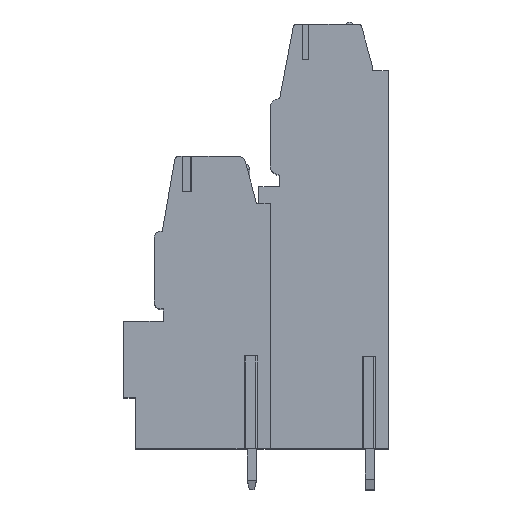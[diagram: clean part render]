
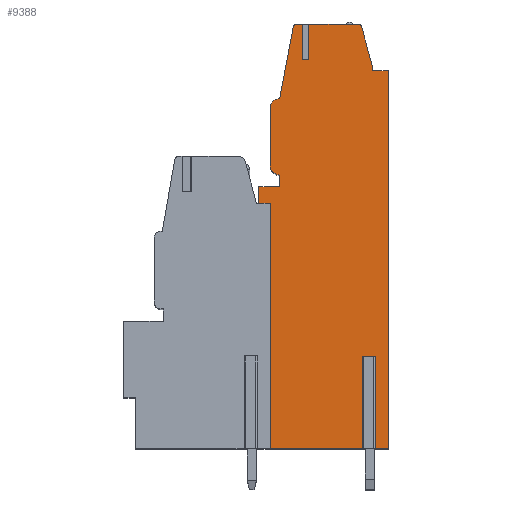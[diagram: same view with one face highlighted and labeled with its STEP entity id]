
A CAD part, top view. The second image highlights one B-rep face of the part: STEP entity #9388.
In plain terms, the highlighted planar face has unit normal (0, 0, 1).
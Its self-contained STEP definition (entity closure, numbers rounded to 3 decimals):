
#13=DIRECTION('',(0.,1.,0.));
#14=VECTOR('',#13,14.45);
#15=CARTESIAN_POINT('',(1.,-19.1,27.94));
#16=LINE('',#15,#14);
#17=DIRECTION('',(0.,-1.,0.));
#18=VECTOR('',#17,1.45);
#19=CARTESIAN_POINT('',(0.,3.5,27.94));
#20=LINE('',#19,#18);
#21=DIRECTION('',(-1.,0.,0.));
#22=VECTOR('',#21,1.8);
#23=CARTESIAN_POINT('',(1.8,3.5,27.94));
#24=LINE('',#23,#22);
#25=DIRECTION('',(0.,-1.,0.));
#26=VECTOR('',#25,1.);
#27=CARTESIAN_POINT('',(1.8,4.5,27.94));
#28=LINE('',#27,#26);
#29=CARTESIAN_POINT('',(1.8,5.3,27.94));
#30=DIRECTION('',(0.,0.,1.));
#31=DIRECTION('',(-1.,0.,0.));
#32=AXIS2_PLACEMENT_3D('',#29,#30,#31);
#34=DIRECTION('',(0.,-1.,0.));
#35=VECTOR('',#34,5.);
#36=CARTESIAN_POINT('',(1.,10.3,27.94));
#37=LINE('',#36,#35);
#38=CARTESIAN_POINT('',(1.8,10.3,27.94));
#39=DIRECTION('',(0.,0.,1.));
#40=DIRECTION('',(0.,1.,0.));
#41=AXIS2_PLACEMENT_3D('',#38,#39,#40);
#43=DIRECTION('',(-0.186,-0.983,0.));
#44=VECTOR('',#43,6.265);
#45=CARTESIAN_POINT('',(2.964,17.256,27.94));
#46=LINE('',#45,#44);
#47=CARTESIAN_POINT('',(3.259,17.2,27.94));
#48=DIRECTION('',(0.,0.,1.));
#49=DIRECTION('',(0.,1.,0.));
#50=AXIS2_PLACEMENT_3D('',#47,#48,#49);
#52=DIRECTION('',(-1.,0.,0.));
#53=VECTOR('',#52,0.551);
#54=CARTESIAN_POINT('',(3.81,17.5,27.94));
#55=LINE('',#54,#53);
#56=DIRECTION('',(0.,-1.,0.));
#57=VECTOR('',#56,3.05);
#58=CARTESIAN_POINT('',(3.81,17.5,27.94));
#59=LINE('',#58,#57);
#60=DIRECTION('',(1.,0.,0.));
#61=VECTOR('',#60,0.5);
#62=CARTESIAN_POINT('',(3.81,14.45,27.94));
#63=LINE('',#62,#61);
#64=DIRECTION('',(0.,-1.,0.));
#65=VECTOR('',#64,3.05);
#66=CARTESIAN_POINT('',(4.31,17.5,27.94));
#67=LINE('',#66,#65);
#68=DIRECTION('',(-1.,0.,0.));
#69=VECTOR('',#68,4.27);
#70=CARTESIAN_POINT('',(8.58,17.5,27.94));
#71=LINE('',#70,#69);
#72=CARTESIAN_POINT('',(8.58,17.2,27.94));
#73=DIRECTION('',(0.,0.,1.));
#74=DIRECTION('',(0.965,0.261,0.));
#75=AXIS2_PLACEMENT_3D('',#72,#73,#74);
#77=DIRECTION('',(-0.261,0.965,0.));
#78=VECTOR('',#77,3.539);
#79=CARTESIAN_POINT('',(9.792,13.861,27.94));
#80=LINE('',#79,#78);
#81=DIRECTION('',(-0.035,0.999,0.));
#82=VECTOR('',#81,0.361);
#83=CARTESIAN_POINT('',(9.805,13.5,27.94));
#84=LINE('',#83,#82);
#85=DIRECTION('',(-1.,0.,0.));
#86=VECTOR('',#85,1.355);
#87=CARTESIAN_POINT('',(11.16,13.5,27.94));
#88=LINE('',#87,#86);
#89=DIRECTION('',(0.,1.,0.));
#90=VECTOR('',#89,32.6);
#91=CARTESIAN_POINT('',(11.16,-19.1,27.94));
#92=LINE('',#91,#90);
#93=DIRECTION('',(1.,0.,0.));
#94=VECTOR('',#93,1.39);
#95=CARTESIAN_POINT('',(9.77,-19.1,27.94));
#96=LINE('',#95,#94);
#97=DIRECTION('',(0.,1.,0.));
#98=VECTOR('',#97,8.);
#99=CARTESIAN_POINT('',(9.77,-19.1,27.94));
#100=LINE('',#99,#98);
#101=DIRECTION('',(-1.,0.,0.));
#102=VECTOR('',#101,0.62);
#103=CARTESIAN_POINT('',(9.77,-11.1,27.94));
#104=LINE('',#103,#102);
#105=DIRECTION('',(0.,1.,0.));
#106=VECTOR('',#105,8.);
#107=CARTESIAN_POINT('',(9.15,-19.1,27.94));
#108=LINE('',#107,#106);
#109=DIRECTION('',(1.,0.,0.));
#110=VECTOR('',#109,8.15);
#111=CARTESIAN_POINT('',(1.,-19.1,27.94));
#112=LINE('',#111,#110);
#133=DIRECTION('',(-1.,0.,0.));
#134=VECTOR('',#133,1.195);
#135=CARTESIAN_POINT('',(1.,-4.65,27.94));
#136=LINE('',#135,#134);
#141=DIRECTION('',(-1.,0.,0.));
#142=VECTOR('',#141,0.195);
#143=CARTESIAN_POINT('',(0.,2.05,27.94));
#144=LINE('',#143,#142);
#181=DIRECTION('',(0.,-1.,0.));
#182=VECTOR('',#181,6.7);
#183=CARTESIAN_POINT('',(-0.195,2.05,27.94));
#184=LINE('',#183,#182);
#7313=CARTESIAN_POINT('',(11.16,-19.1,27.94));
#7314=CARTESIAN_POINT('',(11.16,13.5,27.94));
#7315=VERTEX_POINT('',#7313);
#7316=VERTEX_POINT('',#7314);
#7317=CARTESIAN_POINT('',(9.805,13.5,27.94));
#7318=VERTEX_POINT('',#7317);
#7319=CARTESIAN_POINT('',(9.792,13.861,27.94));
#7320=VERTEX_POINT('',#7319);
#7321=CARTESIAN_POINT('',(8.87,17.278,27.94));
#7322=VERTEX_POINT('',#7321);
#7323=CARTESIAN_POINT('',(8.58,17.5,27.94));
#7324=VERTEX_POINT('',#7323);
#7325=CARTESIAN_POINT('',(3.259,17.5,27.94));
#7326=CARTESIAN_POINT('',(2.964,17.256,27.94));
#7327=VERTEX_POINT('',#7325);
#7328=VERTEX_POINT('',#7326);
#7329=CARTESIAN_POINT('',(1.8,11.1,27.94));
#7330=VERTEX_POINT('',#7329);
#7331=CARTESIAN_POINT('',(1.,10.3,27.94));
#7332=VERTEX_POINT('',#7331);
#7333=CARTESIAN_POINT('',(1.,5.3,27.94));
#7334=VERTEX_POINT('',#7333);
#7335=CARTESIAN_POINT('',(1.8,4.5,27.94));
#7336=VERTEX_POINT('',#7335);
#7337=CARTESIAN_POINT('',(1.8,3.5,27.94));
#7338=VERTEX_POINT('',#7337);
#7339=CARTESIAN_POINT('',(0.,3.5,27.94));
#7340=VERTEX_POINT('',#7339);
#7445=CARTESIAN_POINT('',(1.,-19.1,27.94));
#7446=VERTEX_POINT('',#7445);
#7471=CARTESIAN_POINT('',(9.77,-11.1,27.94));
#7472=CARTESIAN_POINT('',(9.15,-11.1,27.94));
#7473=VERTEX_POINT('',#7471);
#7474=VERTEX_POINT('',#7472);
#7475=CARTESIAN_POINT('',(9.77,-19.1,27.94));
#7476=VERTEX_POINT('',#7475);
#7477=CARTESIAN_POINT('',(9.15,-19.1,27.94));
#7478=VERTEX_POINT('',#7477);
#7515=CARTESIAN_POINT('',(3.81,14.45,27.94));
#7516=CARTESIAN_POINT('',(4.31,14.45,27.94));
#7517=VERTEX_POINT('',#7515);
#7518=VERTEX_POINT('',#7516);
#7519=CARTESIAN_POINT('',(4.31,17.5,27.94));
#7520=VERTEX_POINT('',#7519);
#7521=CARTESIAN_POINT('',(3.81,17.5,27.94));
#7522=VERTEX_POINT('',#7521);
#7907=CARTESIAN_POINT('',(-0.195,-4.65,27.94));
#7909=VERTEX_POINT('',#7907);
#7911=CARTESIAN_POINT('',(0.,2.05,27.94));
#7912=CARTESIAN_POINT('',(-0.195,2.05,27.94));
#7913=VERTEX_POINT('',#7911);
#7914=VERTEX_POINT('',#7912);
#7919=CARTESIAN_POINT('',(1.,-4.65,27.94));
#7921=VERTEX_POINT('',#7919);
#9327=CARTESIAN_POINT('',(0.,0.,27.94));
#9328=DIRECTION('',(0.,0.,1.));
#9329=DIRECTION('',(1.,0.,0.));
#9330=AXIS2_PLACEMENT_3D('',#9327,#9328,#9329);
#9331=PLANE('',#9330);
#9333=ORIENTED_EDGE('',*,*,#9332,.T.);
#9335=ORIENTED_EDGE('',*,*,#9334,.T.);
#9337=ORIENTED_EDGE('',*,*,#9336,.F.);
#9339=ORIENTED_EDGE('',*,*,#9338,.F.);
#9341=ORIENTED_EDGE('',*,*,#9340,.F.);
#9343=ORIENTED_EDGE('',*,*,#9342,.F.);
#9345=ORIENTED_EDGE('',*,*,#9344,.F.);
#9347=ORIENTED_EDGE('',*,*,#9346,.F.);
#9349=ORIENTED_EDGE('',*,*,#9348,.F.);
#9351=ORIENTED_EDGE('',*,*,#9350,.F.);
#9353=ORIENTED_EDGE('',*,*,#9352,.F.);
#9355=ORIENTED_EDGE('',*,*,#9354,.F.);
#9357=ORIENTED_EDGE('',*,*,#9356,.F.);
#9359=ORIENTED_EDGE('',*,*,#9358,.T.);
#9361=ORIENTED_EDGE('',*,*,#9360,.T.);
#9363=ORIENTED_EDGE('',*,*,#9362,.F.);
#9365=ORIENTED_EDGE('',*,*,#9364,.F.);
#9367=ORIENTED_EDGE('',*,*,#9366,.F.);
#9369=ORIENTED_EDGE('',*,*,#9368,.F.);
#9371=ORIENTED_EDGE('',*,*,#9370,.F.);
#9373=ORIENTED_EDGE('',*,*,#9372,.F.);
#9375=ORIENTED_EDGE('',*,*,#9374,.F.);
#9377=ORIENTED_EDGE('',*,*,#9376,.F.);
#9379=ORIENTED_EDGE('',*,*,#9378,.T.);
#9381=ORIENTED_EDGE('',*,*,#9380,.T.);
#9383=ORIENTED_EDGE('',*,*,#9382,.F.);
#9385=ORIENTED_EDGE('',*,*,#9384,.F.);
#9386=EDGE_LOOP('',(#9333,#9335,#9337,#9339,#9341,#9343,#9345,#9347,#9349,#9351,
#9353,#9355,#9357,#9359,#9361,#9363,#9365,#9367,#9369,#9371,#9373,#9375,#9377,
#9379,#9381,#9383,#9385));
#9387=FACE_OUTER_BOUND('',#9386,.F.);
#33=CIRCLE('',#32,0.8);
#42=CIRCLE('',#41,0.8);
#51=CIRCLE('',#50,0.3);
#76=CIRCLE('',#75,0.3);
#9332=EDGE_CURVE('',#7446,#7921,#16,.T.);
#9334=EDGE_CURVE('',#7921,#7909,#136,.T.);
#9336=EDGE_CURVE('',#7914,#7909,#184,.T.);
#9338=EDGE_CURVE('',#7913,#7914,#144,.T.);
#9340=EDGE_CURVE('',#7340,#7913,#20,.T.);
#9342=EDGE_CURVE('',#7338,#7340,#24,.T.);
#9344=EDGE_CURVE('',#7336,#7338,#28,.T.);
#9346=EDGE_CURVE('',#7334,#7336,#33,.T.);
#9348=EDGE_CURVE('',#7332,#7334,#37,.T.);
#9350=EDGE_CURVE('',#7330,#7332,#42,.T.);
#9352=EDGE_CURVE('',#7328,#7330,#46,.T.);
#9354=EDGE_CURVE('',#7327,#7328,#51,.T.);
#9356=EDGE_CURVE('',#7522,#7327,#55,.T.);
#9358=EDGE_CURVE('',#7522,#7517,#59,.T.);
#9360=EDGE_CURVE('',#7517,#7518,#63,.T.);
#9362=EDGE_CURVE('',#7520,#7518,#67,.T.);
#9364=EDGE_CURVE('',#7324,#7520,#71,.T.);
#9366=EDGE_CURVE('',#7322,#7324,#76,.T.);
#9368=EDGE_CURVE('',#7320,#7322,#80,.T.);
#9370=EDGE_CURVE('',#7318,#7320,#84,.T.);
#9372=EDGE_CURVE('',#7316,#7318,#88,.T.);
#9374=EDGE_CURVE('',#7315,#7316,#92,.T.);
#9376=EDGE_CURVE('',#7476,#7315,#96,.T.);
#9378=EDGE_CURVE('',#7476,#7473,#100,.T.);
#9380=EDGE_CURVE('',#7473,#7474,#104,.T.);
#9382=EDGE_CURVE('',#7478,#7474,#108,.T.);
#9384=EDGE_CURVE('',#7446,#7478,#112,.T.);
#9388=ADVANCED_FACE('',(#9387),#9331,.T.);
